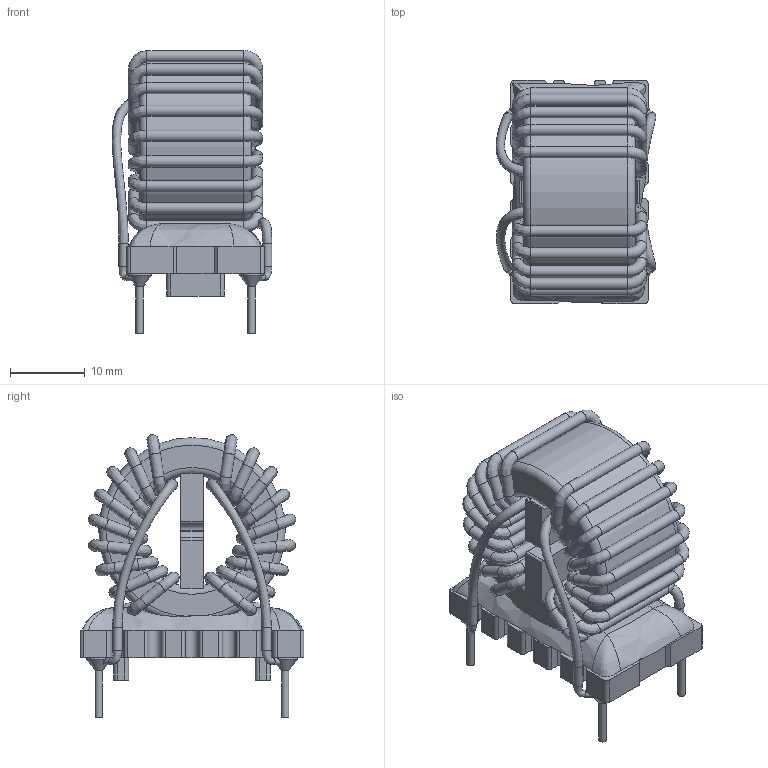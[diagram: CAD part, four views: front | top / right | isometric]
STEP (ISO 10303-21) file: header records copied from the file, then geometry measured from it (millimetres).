
FILE_DESCRIPTION(/* description */ ('Unknown'),/* implementation_level */ '2;1');
FILE_NAME(/* name */ 'L_Wurth_WE-CMB-XL_L31W22H35',/* time_stamp */ '2024-10-11T15:29:57+08:00',/* author */ ('Unknown'),/* organization */ ('Unknown'),/* preprocessor_version */ 'ST-DEVELOPER v16.7',/* originating_system */ 'Solid Edge',/* authorisation */ 'Unknown');
FILE_SCHEMA (('AUTOMOTIVE_DESIGN {1 0 10303 214 3 1 1}'));
Length unit declared in the file: millimetre
Products named in the file (2): L_Wurth_WE-CMB-XL_L31W22H35
Assembly tree (1 placements, depth 2):
  L_Wurth_WE-CMB-XL_L31W22H35
    L_Wurth_WE-CMB-XL_L31W22H35
Bounding box: 21.42 x 30 x 37.91 mm (x, y, z)
Volume: 9668.1 mm3; surface area: 10448.1 mm2
Topology: 10 solids, 10 shells, 412 faces, 998 edges, 608 vertices
Faces by surface type: cylinder 167, plane 133, bspline 58, torus 50, cone 4
Full cylindrical faces by diameter (mm): 0.9 x8, 1 x4, 1.25 x4, 1.5 x74, 15 x1, 25 x1
Entity records: 26417 total; most frequent: CARTESIAN_POINT 15238, DIRECTION 1754, ORIENTED_EDGE 1568, EDGE_CURVE 784, AXIS2_PLACEMENT_3D 698, EDGE_LOOP 610, FACE_BOUND 610, VERTEX_POINT 584
